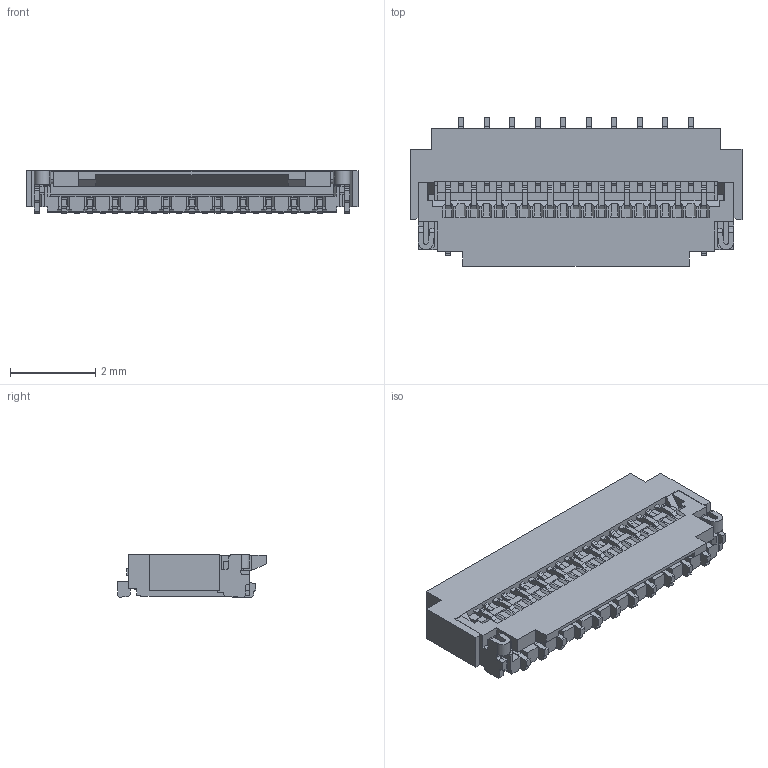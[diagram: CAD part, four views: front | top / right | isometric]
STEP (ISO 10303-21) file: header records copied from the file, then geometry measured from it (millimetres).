
FILE_DESCRIPTION(/* description */ (''),/* implementation_level */ '2;1');
FILE_NAME(/* name */ 'FPC-0.step',/* time_stamp */ '2021-11-22T14:35:42+08:00',/* author */ (''),/* organization */ (''),/* preprocessor_version */ 'ST-DEVELOPER v18.1',/* originating_system */ 'Autodesk Translation Framework v10.10.0.1391',/* authorisation */ '');
FILE_SCHEMA (('AUTOMOTIVE_DESIGN { 1 0 10303 214 3 1 1 }'));
Length unit declared in the file: millimetre
Products named in the file (1): (未保存)
Bounding box: 7.8 x 3.5 x 1 mm (x, y, z)
Volume: 16.8 mm3; surface area: 113.5 mm2
Topology: 1 solids, 1 shells, 967 faces, 2854 edges, 1884 vertices
Faces by surface type: plane 844, cylinder 123
Entity records: 31857 total; most frequent: CARTESIAN_POINT 5730, ORIENTED_EDGE 5708, DIRECTION 5040, EDGE_CURVE 2854, LINE 2600, VECTOR 2600, VERTEX_POINT 1884, AXIS2_PLACEMENT_3D 1220
